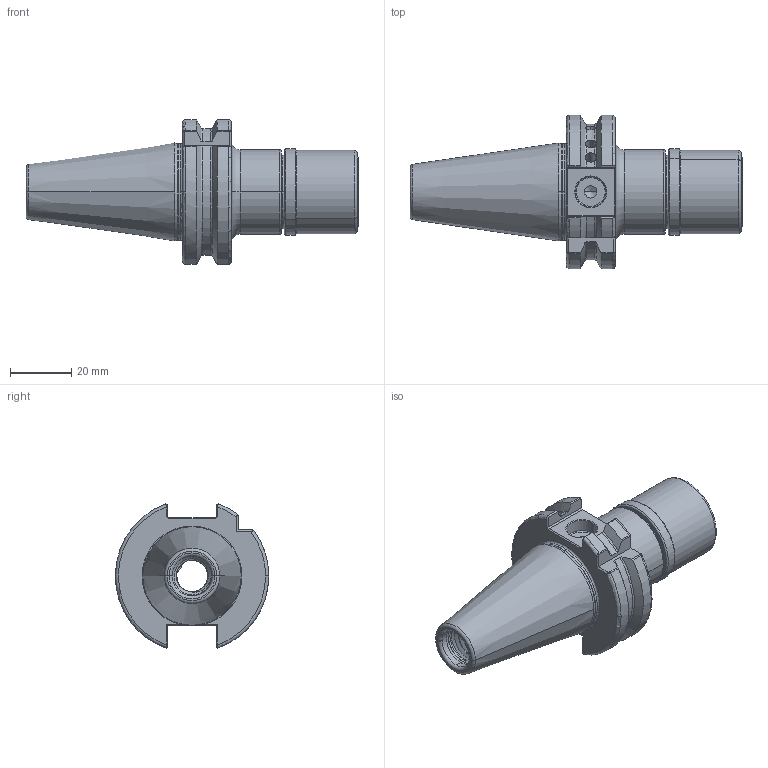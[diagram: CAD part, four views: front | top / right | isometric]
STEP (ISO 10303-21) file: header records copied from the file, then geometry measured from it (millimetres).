
FILE_DESCRIPTION (( 'STEP AP203' ), '1' );
FILE_NAME ('302.03.10.STEP', '2016-07-16T05:49:48', ( '' ), ( '' ), 'SwSTEP 2.0', 'SolidWorks 2012', '' );
FILE_SCHEMA (( 'CONFIG_CONTROL_DESIGN' ));
Length unit declared in the file: millimetre
Products named in the file (3): 302.03.10; 2-01.B04.0100241D9_KPS10_無溝螺帽_加長型
Assembly tree (2 placements, depth 2):
  302.03.10
    302.03.10
    2-01.B04.0100241D9_KPS10_無溝螺帽_加長型
Bounding box: 108.2 x 50 x 47.05 mm (x, y, z)
Volume: 63138.3 mm3; surface area: 22979.8 mm2
Topology: 2 solids, 2 shells, 328 faces, 838 edges, 514 vertices
Faces by surface type: cylinder 142, plane 61, torus 54, cone 50, bspline 21
Entity records: 21783 total; most frequent: CARTESIAN_POINT 14307, ORIENTED_EDGE 1660, DIRECTION 1376, EDGE_CURVE 830, AXIS2_PLACEMENT_3D 551, VERTEX_POINT 514, EDGE_LOOP 340, FACE_OUTER_BOUND 328
